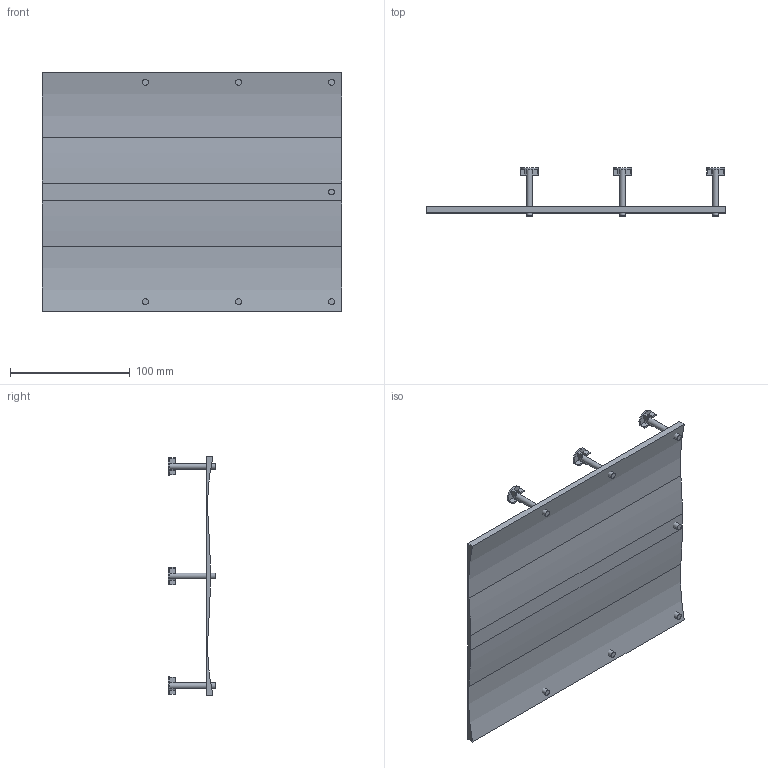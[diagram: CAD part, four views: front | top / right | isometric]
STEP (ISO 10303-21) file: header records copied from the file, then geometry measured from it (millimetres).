
FILE_DESCRIPTION(/* description */ (''),/* implementation_level */ '2;1');
FILE_NAME(/* name */ 'case0B.stp',/* time_stamp */ '2026-01-24T15:40:29+01:00',/* author */ ('szymo'),/* organization */ (''),/* preprocessor_version */ 'ST-DEVELOPER v19',/* originating_system */ 'Autodesk Inventor 2023',/* authorisation */ '');
FILE_SCHEMA (('AUTOMOTIVE_DESIGN { 1 0 10303 214 3 1 1 }'));
Length unit declared in the file: millimetre
Products named in the file (3): main'; claw_nut; deseczka_dol_check - 6
Assembly tree (8 placements, depth 2):
  main'
    claw_nut  x7
    deseczka_dol_check - 6
Bounding box: 250 x 40 x 200 mm (x, y, z)
Volume: 128239.8 mm3; surface area: 112626.8 mm2
Topology: 8 solids, 8 shells, 157 faces, 402 edges, 268 vertices
Faces by surface type: plane 139, cylinder 18
Full cylindrical faces by diameter (mm): 5 x7, 15 x7
Entity records: 1087 total; most frequent: DIRECTION 182, CARTESIAN_POINT 172, ORIENTED_EDGE 156, EDGE_CURVE 78, AXIS2_PLACEMENT_3D 62, LINE 58, VECTOR 58, VERTEX_POINT 52
